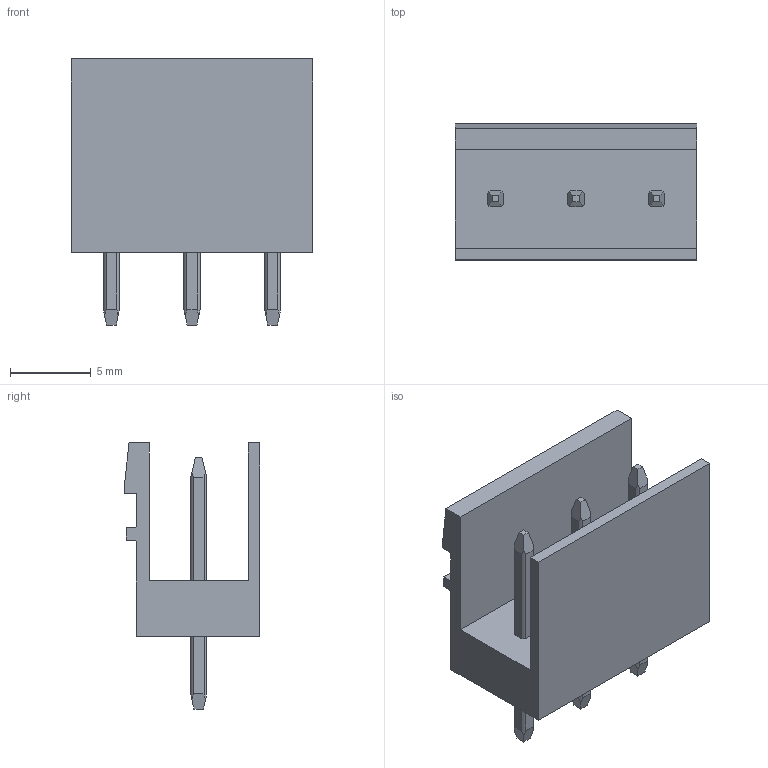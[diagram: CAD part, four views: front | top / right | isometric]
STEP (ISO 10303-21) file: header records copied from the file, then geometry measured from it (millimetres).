
FILE_DESCRIPTION(('CATIA V5 STEP Exchange','CAx-IF Rec.Pracs.--- Model Styling and Organization---1.4--- 2014-01-23'),'2;1');
FILE_NAME ('D1487387_0_1626400000_1626400000.stp','2021-05-17T11:56:01+00:00',('none'),('Weidmueller'),'CATIA Version 5-6 Release 2016 SP3 HF44','CATIA V5 STEP AP214','none');
FILE_SCHEMA(('AUTOMOTIVE_DESIGN { 1 0 10303 214 1 1 1 1 }'));
Length unit declared in the file: millimetre
Products named in the file (1): 1626400000
Bounding box: 15 x 8.43 x 16.5 mm (x, y, z)
Volume: 664 mm3; surface area: 1164.7 mm2
Topology: 4 solids, 4 shells, 97 faces, 285 edges, 196 vertices
Faces by surface type: plane 71, cylinder 26
Entity records: 3372 total; most frequent: CARTESIAN_POINT 764, ORIENTED_EDGE 570, DIRECTION 407, EDGE_CURVE 285, VECTOR 209, LINE 209, VERTEX_POINT 196, AXIS2_PLACEMENT_3D 113
